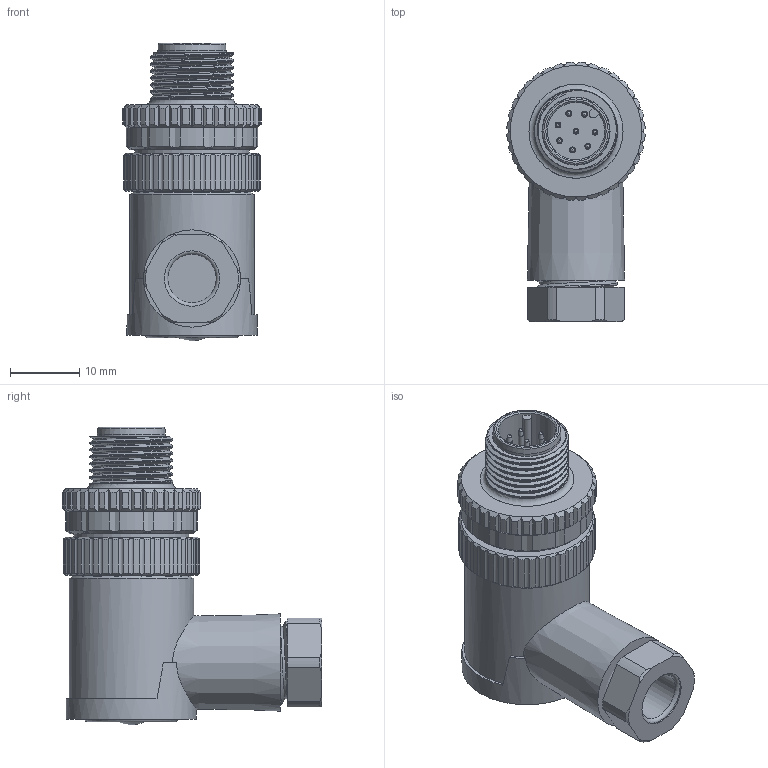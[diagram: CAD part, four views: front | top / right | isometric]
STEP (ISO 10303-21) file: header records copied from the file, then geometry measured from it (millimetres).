
FILE_DESCRIPTION(/* description */ (''),/* implementation_level */ '2;1');
FILE_NAME(/* name */ 'LSB12.8-0-C-BU.stp',/* time_stamp */ '2023-12-22T08:59:24+08:00',/* author */ (''),/* organization */ (''),/* preprocessor_version */ 'ST-DEVELOPER v16',/* originating_system */ 'SIEMENS PLM Software NX 10.0',/* authorisation */ '');
FILE_SCHEMA (('AP203_CONFIGURATION_CONTROLLED_3D_DESIGN_OF_MECHANICAL_PARTS_AND_ASSEMBLIES_MIM_LF { 1 0 10303 403 2 1 2}'));
Length unit declared in the file: millimetre
Products named in the file (1): chan36C80D511lok
Bounding box: 19.98 x 37.49 x 43 mm (x, y, z)
Volume: 14066.4 mm3; surface area: 9262.7 mm2
Topology: 14 solids, 14 shells, 676 faces, 1788 edges, 1182 vertices
Faces by surface type: cylinder 325, plane 255, cone 76, sphere 9, bspline 6, torus 5
Full cylindrical faces by diameter (mm): 0.8 x32, 1.2 x24, 1.6 x8, 7 x1, 8 x1, 8.3 x1, 9.5 x3, 9.85 x2, 16.6 x1, 17 x1, 18 x1, 18.8 x1
Entity records: 25380 total; most frequent: CARTESIAN_POINT 9638, ORIENTED_EDGE 3102, DIRECTION 3096, EDGE_CURVE 1551, AXIS2_PLACEMENT_3D 1321, VERTEX_POINT 1101, EDGE_LOOP 888, ADVANCED_FACE 676
